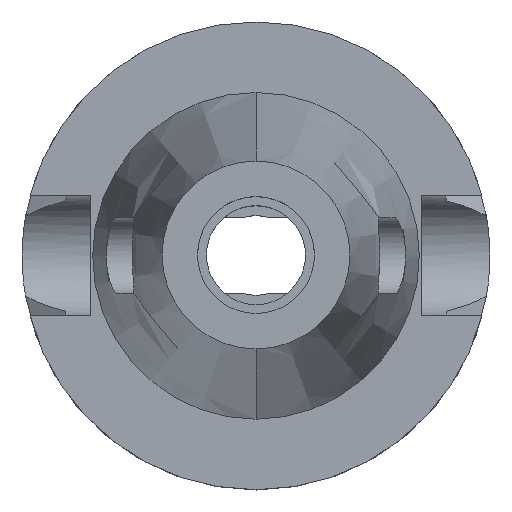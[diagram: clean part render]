
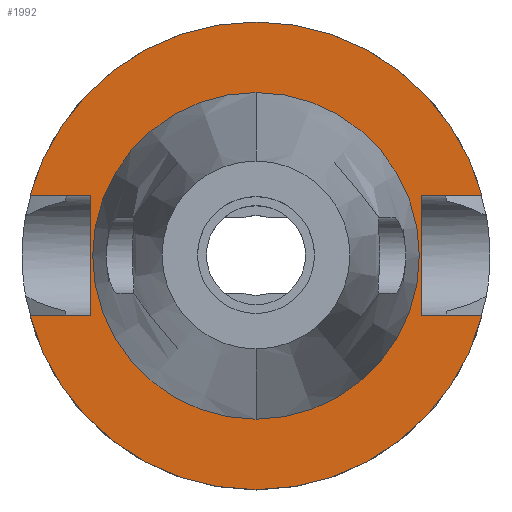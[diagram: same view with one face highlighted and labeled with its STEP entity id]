
A CAD part, top view. The second image highlights one B-rep face of the part: STEP entity #1992.
In plain terms, the highlighted planar face has unit normal (0, 0, 1).
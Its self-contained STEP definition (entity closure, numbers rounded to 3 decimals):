
#499=DIRECTION('',(0.,1.,0.));
#500=VECTOR('',#499,25.7);
#501=CARTESIAN_POINT('',(-35.4,-12.85,-1.5));
#502=LINE('',#501,#500);
#506=DIRECTION('',(-1.,0.,0.));
#507=VECTOR('',#506,12.921);
#508=CARTESIAN_POINT('',(-35.4,12.85,-1.5));
#509=LINE('',#508,#507);
#513=CARTESIAN_POINT('',(0.,0.,-1.5));
#514=DIRECTION('',(0.,0.,-1.));
#515=DIRECTION('',(-0.966,0.257,0.));
#516=AXIS2_PLACEMENT_3D('',#513,#514,#515);
#521=CARTESIAN_POINT('',(0.,0.,-1.5));
#522=DIRECTION('',(0.,0.,-1.));
#523=DIRECTION('',(0.,1.,0.));
#524=AXIS2_PLACEMENT_3D('',#521,#522,#523);
#529=DIRECTION('',(0.,-1.,0.));
#530=VECTOR('',#529,25.7);
#531=CARTESIAN_POINT('',(35.4,12.85,-1.5));
#532=LINE('',#531,#530);
#536=DIRECTION('',(1.,0.,0.));
#537=VECTOR('',#536,12.921);
#538=CARTESIAN_POINT('',(35.4,-12.85,-1.5));
#539=LINE('',#538,#537);
#543=CARTESIAN_POINT('',(0.,0.,-1.5));
#544=DIRECTION('',(0.,0.,-1.));
#545=DIRECTION('',(0.966,-0.257,0.));
#546=AXIS2_PLACEMENT_3D('',#543,#544,#545);
#551=CARTESIAN_POINT('',(0.,0.,-1.5));
#552=DIRECTION('',(0.,0.,-1.));
#553=DIRECTION('',(0.,-1.,0.));
#554=AXIS2_PLACEMENT_3D('',#551,#552,#553);
#559=CARTESIAN_POINT('',(0.,0.,-1.5));
#560=DIRECTION('',(0.,0.,1.));
#561=DIRECTION('',(0.,-1.,0.));
#562=AXIS2_PLACEMENT_3D('',#559,#560,#561);
#567=CARTESIAN_POINT('',(0.,0.,-1.5));
#568=DIRECTION('',(0.,0.,1.));
#569=DIRECTION('',(0.,1.,0.));
#570=AXIS2_PLACEMENT_3D('',#567,#568,#569);
#605=DIRECTION('',(-1.,0.,0.));
#606=VECTOR('',#605,12.921);
#607=CARTESIAN_POINT('',(-35.4,-12.85,-1.5));
#608=LINE('',#607,#606);
#1289=DIRECTION('',(1.,0.,0.));
#1290=VECTOR('',#1289,12.921);
#1291=CARTESIAN_POINT('',(35.4,12.85,-1.5));
#1292=LINE('',#1291,#1290);
#1532=CARTESIAN_POINT('',(0.,34.925,-1.5));
#1533=VERTEX_POINT('',#1532);
#1534=CARTESIAN_POINT('',(0.,-34.925,-1.5));
#1535=VERTEX_POINT('',#1534);
#1536=CARTESIAN_POINT('',(-35.4,-12.85,-1.5));
#1537=CARTESIAN_POINT('',(-35.4,12.85,-1.5));
#1538=VERTEX_POINT('',#1536);
#1539=VERTEX_POINT('',#1537);
#1540=CARTESIAN_POINT('',(-48.321,12.85,-1.5));
#1541=VERTEX_POINT('',#1540);
#1542=CARTESIAN_POINT('',(0.,50.,-1.5));
#1543=CARTESIAN_POINT('',(48.321,12.85,-1.5));
#1544=VERTEX_POINT('',#1542);
#1545=VERTEX_POINT('',#1543);
#1546=CARTESIAN_POINT('',(35.4,12.85,-1.5));
#1547=VERTEX_POINT('',#1546);
#1548=CARTESIAN_POINT('',(35.4,-12.85,-1.5));
#1549=VERTEX_POINT('',#1548);
#1550=CARTESIAN_POINT('',(48.321,-12.85,-1.5));
#1551=VERTEX_POINT('',#1550);
#1552=CARTESIAN_POINT('',(0.,-50.,-1.5));
#1553=CARTESIAN_POINT('',(-48.321,-12.85,-1.5));
#1554=VERTEX_POINT('',#1552);
#1555=VERTEX_POINT('',#1553);
#1961=CARTESIAN_POINT('',(0.,0.,-1.5));
#1962=DIRECTION('',(0.,0.,-1.));
#1963=DIRECTION('',(0.,-1.,0.));
#1964=AXIS2_PLACEMENT_3D('',#1961,#1962,#1963);
#1965=PLANE('',#1964);
#1967=ORIENTED_EDGE('',*,*,#1966,.T.);
#1969=ORIENTED_EDGE('',*,*,#1968,.T.);
#1971=ORIENTED_EDGE('',*,*,#1970,.T.);
#1973=ORIENTED_EDGE('',*,*,#1972,.T.);
#1975=ORIENTED_EDGE('',*,*,#1974,.F.);
#1977=ORIENTED_EDGE('',*,*,#1976,.T.);
#1979=ORIENTED_EDGE('',*,*,#1978,.T.);
#1981=ORIENTED_EDGE('',*,*,#1980,.T.);
#1983=ORIENTED_EDGE('',*,*,#1982,.T.);
#1985=ORIENTED_EDGE('',*,*,#1984,.F.);
#1986=EDGE_LOOP('',(#1967,#1969,#1971,#1973,#1975,#1977,#1979,#1981,#1983,
#1985));
#1987=FACE_OUTER_BOUND('',#1986,.F.);
#1988=ORIENTED_EDGE('',*,*,#1954,.T.);
#1989=ORIENTED_EDGE('',*,*,#1943,.T.);
#1990=EDGE_LOOP('',(#1988,#1989));
#1991=FACE_BOUND('',#1990,.F.);
#517=CIRCLE('',#516,50.);
#525=CIRCLE('',#524,50.);
#547=CIRCLE('',#546,50.);
#555=CIRCLE('',#554,50.);
#563=CIRCLE('',#562,34.925);
#571=CIRCLE('',#570,34.925);
#1943=EDGE_CURVE('',#1533,#1535,#571,.T.);
#1954=EDGE_CURVE('',#1535,#1533,#563,.T.);
#1966=EDGE_CURVE('',#1538,#1539,#502,.T.);
#1968=EDGE_CURVE('',#1539,#1541,#509,.T.);
#1970=EDGE_CURVE('',#1541,#1544,#517,.T.);
#1972=EDGE_CURVE('',#1544,#1545,#525,.T.);
#1974=EDGE_CURVE('',#1547,#1545,#1292,.T.);
#1976=EDGE_CURVE('',#1547,#1549,#532,.T.);
#1978=EDGE_CURVE('',#1549,#1551,#539,.T.);
#1980=EDGE_CURVE('',#1551,#1554,#547,.T.);
#1982=EDGE_CURVE('',#1554,#1555,#555,.T.);
#1984=EDGE_CURVE('',#1538,#1555,#608,.T.);
#1992=ADVANCED_FACE('',(#1987,#1991),#1965,.F.);
